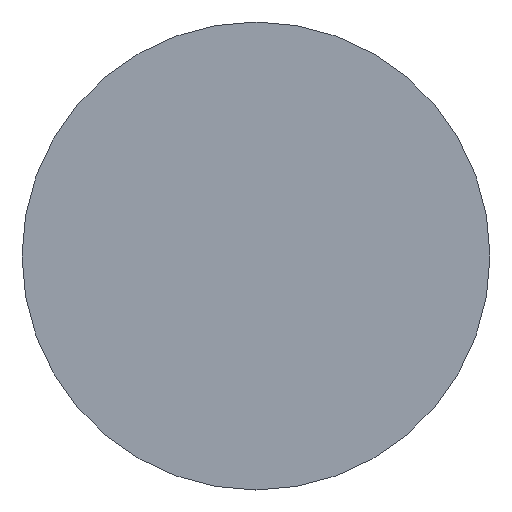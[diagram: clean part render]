
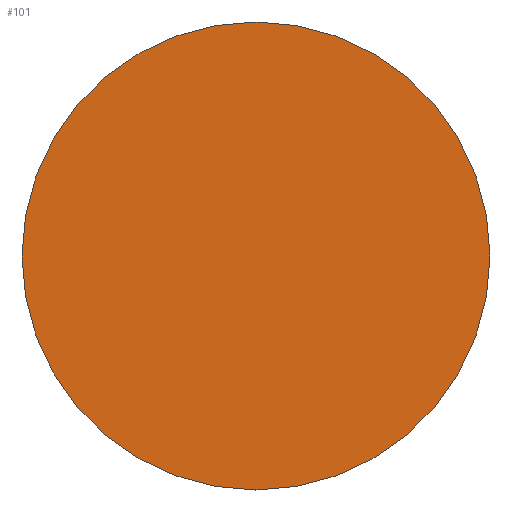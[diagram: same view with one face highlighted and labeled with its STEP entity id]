
A CAD part, left-side view. The second image highlights one B-rep face of the part: STEP entity #101.
In plain terms, the highlighted planar face has unit normal (-1, 0, 0).
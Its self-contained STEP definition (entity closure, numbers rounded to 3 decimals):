
#4 = DIRECTION ( 'NONE',  ( 1., 0., 0. ) ) ;
#15 = CARTESIAN_POINT ( 'NONE',  ( 57.358, 45.079, 0. ) ) ;
#18 = VERTEX_POINT ( 'NONE', #45 ) ;
#24 = FACE_OUTER_BOUND ( 'NONE', #110, .T. ) ;
#28 = EDGE_CURVE ( 'NONE', #18, #159, #166, .T. ) ;
#40 = AXIS2_PLACEMENT_3D ( 'NONE', #72, #4, #126 ) ;
#45 = CARTESIAN_POINT ( 'NONE',  ( 57.358, 20.079, 0. ) ) ;
#46 = ORIENTED_EDGE ( 'NONE', *, *, #162, .T. ) ;
#54 = DIRECTION ( 'NONE',  ( 0., -1., 0. ) ) ;
#62 = PLANE ( 'NONE',  #40 ) ;
#72 = CARTESIAN_POINT ( 'NONE',  ( 57.358, 32.579, 0. ) ) ;
#85 = AXIS2_PLACEMENT_3D ( 'NONE', #106, #122, #54 ) ;
#86 = CARTESIAN_POINT ( 'NONE',  ( 57.358, 32.579, 0. ) ) ;
#89 = DIRECTION ( 'NONE',  ( -1., 0., 0. ) ) ;
#101 = ADVANCED_FACE ( 'NONE', ( #24 ), #62, .F. ) ;
#106 = CARTESIAN_POINT ( 'NONE',  ( 57.358, 32.579, 0. ) ) ;
#110 = EDGE_LOOP ( 'NONE', ( #130, #46 ) ) ;
#122 = DIRECTION ( 'NONE',  ( -1., 0., 0. ) ) ;
#126 = DIRECTION ( 'NONE',  ( 0., 1., 0. ) ) ;
#129 = CIRCLE ( 'NONE', #145, 12.5 ) ;
#130 = ORIENTED_EDGE ( 'NONE', *, *, #28, .T. ) ;
#138 = DIRECTION ( 'NONE',  ( 0., -1., 0. ) ) ;
#145 = AXIS2_PLACEMENT_3D ( 'NONE', #86, #89, #138 ) ;
#159 = VERTEX_POINT ( 'NONE', #15 ) ;
#162 = EDGE_CURVE ( 'NONE', #159, #18, #129, .T. ) ;
#166 = CIRCLE ( 'NONE', #85, 12.5 ) ;
